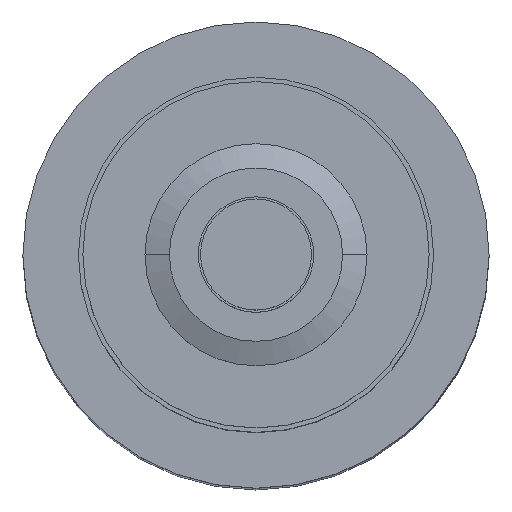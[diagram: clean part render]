
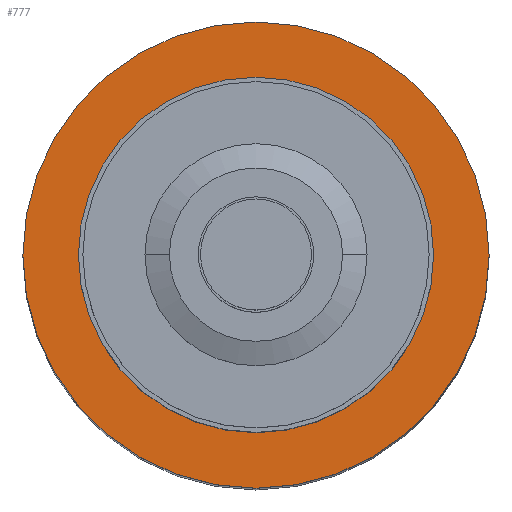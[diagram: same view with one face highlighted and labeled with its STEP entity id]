
A CAD part, top view. The second image highlights one B-rep face of the part: STEP entity #777.
In plain terms, the highlighted planar face has unit normal (0, 0, 1).
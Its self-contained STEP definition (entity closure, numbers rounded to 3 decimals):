
#18 = DIRECTION ( 'NONE',  ( 0., 0., 1. ) ) ;
#25 = CARTESIAN_POINT ( 'NONE',  ( 0., 0., 228. ) ) ;
#28 = EDGE_CURVE ( 'NONE', #175, #469, #641, .T. ) ;
#119 = CARTESIAN_POINT ( 'NONE',  ( -52.5, 0., 228. ) ) ;
#175 = VERTEX_POINT ( 'NONE', #941 ) ;
#199 = CIRCLE ( 'NONE', #970, 52.5 ) ;
#332 = PLANE ( 'NONE',  #371 ) ;
#371 = AXIS2_PLACEMENT_3D ( 'NONE', #401, #18, #712 ) ;
#401 = CARTESIAN_POINT ( 'NONE',  ( 0., 0., 228. ) ) ;
#408 = EDGE_CURVE ( 'NONE', #469, #175, #199, .T. ) ;
#411 = FACE_OUTER_BOUND ( 'NONE', #527, .T. ) ;
#426 = CARTESIAN_POINT ( 'NONE',  ( 0., 0., 228. ) ) ;
#469 = VERTEX_POINT ( 'NONE', #119 ) ;
#523 = DIRECTION ( 'NONE',  ( 1., 0., 0. ) ) ;
#527 = EDGE_LOOP ( 'NONE', ( #570, #598 ) ) ;
#570 = ORIENTED_EDGE ( 'NONE', *, *, #408, .T. ) ;
#598 = ORIENTED_EDGE ( 'NONE', *, *, #28, .T. ) ;
#637 = DIRECTION ( 'NONE',  ( 0., 0., 1. ) ) ;
#641 = CIRCLE ( 'NONE', #918, 52.5 ) ;
#712 = DIRECTION ( 'NONE',  ( 1., 0., 0. ) ) ;
#777 = ADVANCED_FACE ( 'NONE', ( #411 ), #332, .T. ) ;
#918 = AXIS2_PLACEMENT_3D ( 'NONE', #25, #637, #931 ) ;
#931 = DIRECTION ( 'NONE',  ( 1., 0., 0. ) ) ;
#941 = CARTESIAN_POINT ( 'NONE',  ( 52.5, 0., 228. ) ) ;
#951 = DIRECTION ( 'NONE',  ( 0., 0., 1. ) ) ;
#970 = AXIS2_PLACEMENT_3D ( 'NONE', #426, #951, #523 ) ;
